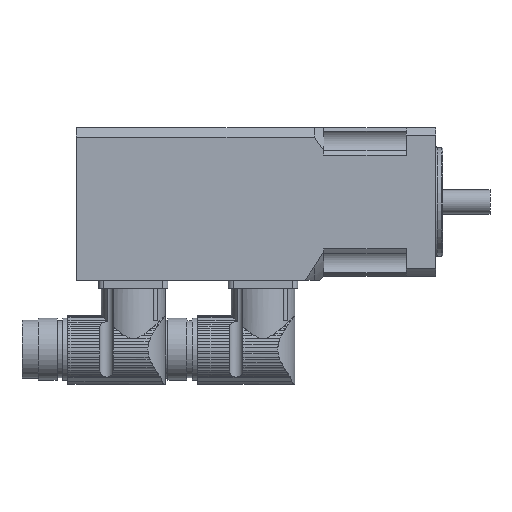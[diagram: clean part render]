
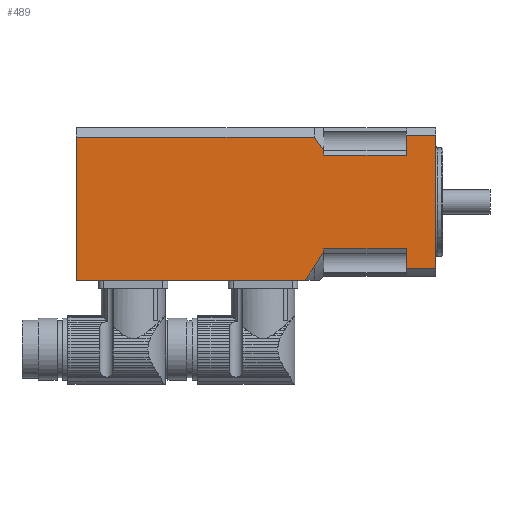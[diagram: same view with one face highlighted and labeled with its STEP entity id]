
A CAD part, left-side view. The second image highlights one B-rep face of the part: STEP entity #489.
In plain terms, the highlighted planar face has unit normal (-1, 0, 0).
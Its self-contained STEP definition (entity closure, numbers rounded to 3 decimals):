
#337=B_SPLINE_CURVE_WITH_KNOTS('',3,(#5862,#5863,#5864,#5865),.UNSPECIFIED.,
.F.,.F.,(4,4),(0.,1.),.UNSPECIFIED.);
#338=B_SPLINE_CURVE_WITH_KNOTS('',3,(#5869,#5870,#5871,#5872),.UNSPECIFIED.,
.F.,.F.,(4,4),(0.,1.),.UNSPECIFIED.);
#489=ADVANCED_FACE('',(#769),#719,.T.);
#719=PLANE('',#4199);
#769=FACE_OUTER_BOUND('',#981,.T.);
#981=EDGE_LOOP('',(#1736,#1737,#1738,#1739,#1740,#1741,#1742,#1743,#1744,
#1745,#1746,#1747,#1748,#1749,#1750,#1751,#1752));
#1249=LINE('',#5818,#1483);
#1264=LINE('',#5849,#1498);
#1265=LINE('',#5852,#1499);
#1266=LINE('',#5854,#1500);
#1267=LINE('',#5856,#1501);
#1268=LINE('',#5858,#1502);
#1269=LINE('',#5860,#1503);
#1270=LINE('',#5867,#1504);
#1271=LINE('',#5873,#1505);
#1272=LINE('',#5875,#1506);
#1273=LINE('',#5877,#1507);
#1274=LINE('',#5879,#1508);
#1275=LINE('',#5881,#1509);
#1276=LINE('',#5883,#1510);
#1277=LINE('',#5885,#1511);
#1483=VECTOR('',#4663,1.);
#1498=VECTOR('',#4682,1.);
#1499=VECTOR('',#4683,1.);
#1500=VECTOR('',#4684,1.);
#1501=VECTOR('',#4685,1.);
#1502=VECTOR('',#4686,1.);
#1503=VECTOR('',#4687,1.);
#1504=VECTOR('',#4688,1.);
#1505=VECTOR('',#4689,1.);
#1506=VECTOR('',#4690,1.);
#1507=VECTOR('',#4691,1.);
#1508=VECTOR('',#4692,1.);
#1509=VECTOR('',#4693,1.);
#1510=VECTOR('',#4694,1.);
#1511=VECTOR('',#4695,1.);
#1736=ORIENTED_EDGE('',*,*,#3376,.T.);
#1737=ORIENTED_EDGE('',*,*,#3377,.T.);
#1738=ORIENTED_EDGE('',*,*,#3378,.T.);
#1739=ORIENTED_EDGE('',*,*,#3379,.F.);
#1740=ORIENTED_EDGE('',*,*,#3380,.T.);
#1741=ORIENTED_EDGE('',*,*,#3381,.F.);
#1742=ORIENTED_EDGE('',*,*,#3382,.T.);
#1743=ORIENTED_EDGE('',*,*,#3383,.F.);
#1744=ORIENTED_EDGE('',*,*,#3384,.T.);
#1745=ORIENTED_EDGE('',*,*,#3361,.T.);
#1746=ORIENTED_EDGE('',*,*,#3385,.F.);
#1747=ORIENTED_EDGE('',*,*,#3386,.T.);
#1748=ORIENTED_EDGE('',*,*,#3387,.F.);
#1749=ORIENTED_EDGE('',*,*,#3388,.T.);
#1750=ORIENTED_EDGE('',*,*,#3389,.F.);
#1751=ORIENTED_EDGE('',*,*,#3390,.T.);
#1752=ORIENTED_EDGE('',*,*,#3391,.F.);
#2938=VERTEX_POINT('',#5808);
#2943=VERTEX_POINT('',#5817);
#2958=VERTEX_POINT('',#5850);
#2959=VERTEX_POINT('',#5851);
#2960=VERTEX_POINT('',#5853);
#2961=VERTEX_POINT('',#5855);
#2962=VERTEX_POINT('',#5857);
#2963=VERTEX_POINT('',#5859);
#2964=VERTEX_POINT('',#5861);
#2965=VERTEX_POINT('',#5866);
#2966=VERTEX_POINT('',#5868);
#2967=VERTEX_POINT('',#5874);
#2968=VERTEX_POINT('',#5876);
#2969=VERTEX_POINT('',#5878);
#2970=VERTEX_POINT('',#5880);
#2971=VERTEX_POINT('',#5882);
#2972=VERTEX_POINT('',#5884);
#3361=EDGE_CURVE('',#2938,#2943,#1249,.T.);
#3376=EDGE_CURVE('',#2958,#2959,#1264,.T.);
#3377=EDGE_CURVE('',#2959,#2960,#1265,.T.);
#3378=EDGE_CURVE('',#2960,#2961,#1266,.T.);
#3379=EDGE_CURVE('',#2962,#2961,#1267,.T.);
#3380=EDGE_CURVE('',#2962,#2963,#1268,.T.);
#3381=EDGE_CURVE('',#2964,#2963,#1269,.T.);
#3382=EDGE_CURVE('',#2964,#2965,#337,.T.);
#3383=EDGE_CURVE('',#2966,#2965,#1270,.T.);
#3384=EDGE_CURVE('',#2966,#2938,#338,.T.);
#3385=EDGE_CURVE('',#2967,#2943,#1271,.T.);
#3386=EDGE_CURVE('',#2967,#2968,#1272,.T.);
#3387=EDGE_CURVE('',#2969,#2968,#1273,.T.);
#3388=EDGE_CURVE('',#2969,#2970,#1274,.T.);
#3389=EDGE_CURVE('',#2971,#2970,#1275,.T.);
#3390=EDGE_CURVE('',#2971,#2972,#1276,.T.);
#3391=EDGE_CURVE('',#2958,#2972,#1277,.T.);
#4199=AXIS2_PLACEMENT_3D('',#5886,#4696,#4697);
#4663=DIRECTION('',(0.,0.,1.));
#4682=DIRECTION('',(0.,0.,1.));
#4683=DIRECTION('',(0.,0.577,0.816));
#4684=DIRECTION('',(0.,1.,0.));
#4685=DIRECTION('',(0.,0.,1.));
#4686=DIRECTION('',(0.,-1.,0.));
#4687=DIRECTION('',(0.,0.,-1.));
#4688=DIRECTION('',(0.,1.,0.));
#4689=DIRECTION('',(0.,1.,0.));
#4690=DIRECTION('',(0.,0.,-1.));
#4691=DIRECTION('',(0.,1.,0.));
#4692=DIRECTION('',(0.,0.,1.));
#4693=DIRECTION('',(0.,-1.,0.));
#4694=DIRECTION('',(0.,0.,-1.));
#4695=DIRECTION('',(0.,-1.,0.));
#4696=DIRECTION('',(-1.,0.,0.));
#4697=DIRECTION('',(0.,0.,1.));
#5808=CARTESIAN_POINT('',(-35.,41.,-25.741));
#5817=CARTESIAN_POINT('',(-35.,41.,-24.821));
#5818=CARTESIAN_POINT('',(-35.,41.,-35.));
#5849=CARTESIAN_POINT('',(-35.,41.,-35.));
#5850=CARTESIAN_POINT('',(-35.,41.,9.821));
#5851=CARTESIAN_POINT('',(-35.,41.,11.55));
#5852=CARTESIAN_POINT('',(-35.,12.139,-29.265));
#5853=CARTESIAN_POINT('',(-35.,44.5,16.5));
#5854=CARTESIAN_POINT('',(-35.,20.25,16.5));
#5855=CARTESIAN_POINT('',(-35.,132.5,16.5));
#5856=CARTESIAN_POINT('',(-35.,132.5,-35.));
#5857=CARTESIAN_POINT('',(-35.,132.5,-36.5));
#5858=CARTESIAN_POINT('',(-35.,132.5,-36.5));
#5859=CARTESIAN_POINT('',(-35.,48.,-36.5));
#5860=CARTESIAN_POINT('',(-35.,48.,-35.));
#5861=CARTESIAN_POINT('',(-35.,48.,-36.478));
#5862=CARTESIAN_POINT('',(-35.,48.,-36.478));
#5863=CARTESIAN_POINT('',(-35.,46.814,-34.844));
#5864=CARTESIAN_POINT('',(-35.,45.66,-33.187));
#5865=CARTESIAN_POINT('',(-35.,44.55,-31.5));
#5866=CARTESIAN_POINT('',(-35.,44.55,-31.5));
#5867=CARTESIAN_POINT('',(-35.,41.,-31.5));
#5868=CARTESIAN_POINT('',(-35.,44.5,-31.5));
#5869=CARTESIAN_POINT('',(-35.,44.5,-31.5));
#5870=CARTESIAN_POINT('',(-35.,43.265,-29.622));
#5871=CARTESIAN_POINT('',(-35.,42.088,-27.709));
#5872=CARTESIAN_POINT('',(-35.,41.,-25.741));
#5873=CARTESIAN_POINT('',(-35.,41.,-24.821));
#5874=CARTESIAN_POINT('',(-35.,10.5,-24.821));
#5875=CARTESIAN_POINT('',(-35.,10.5,-35.));
#5876=CARTESIAN_POINT('',(-35.,10.5,-32.254));
#5877=CARTESIAN_POINT('',(-35.,-0.5,-32.254));
#5878=CARTESIAN_POINT('',(-35.,-0.5,-32.254));
#5879=CARTESIAN_POINT('',(-35.,-0.5,-35.));
#5880=CARTESIAN_POINT('',(-35.,-0.5,17.254));
#5881=CARTESIAN_POINT('',(-35.,-0.5,17.254));
#5882=CARTESIAN_POINT('',(-35.,10.5,17.254));
#5883=CARTESIAN_POINT('',(-35.,10.5,-35.));
#5884=CARTESIAN_POINT('',(-35.,10.5,9.821));
#5885=CARTESIAN_POINT('',(-35.,41.,9.821));
#5886=CARTESIAN_POINT('',(-35.,20.25,-35.));
